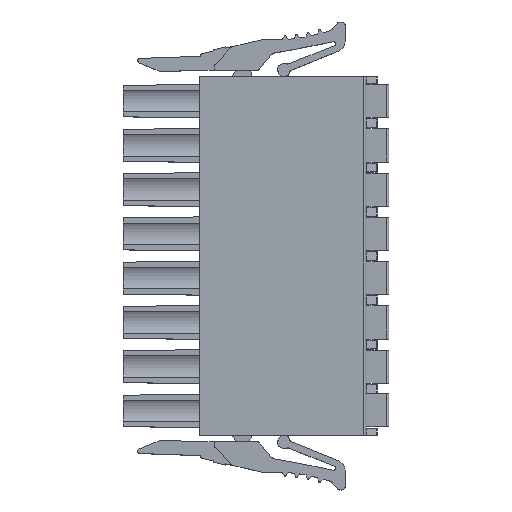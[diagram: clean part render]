
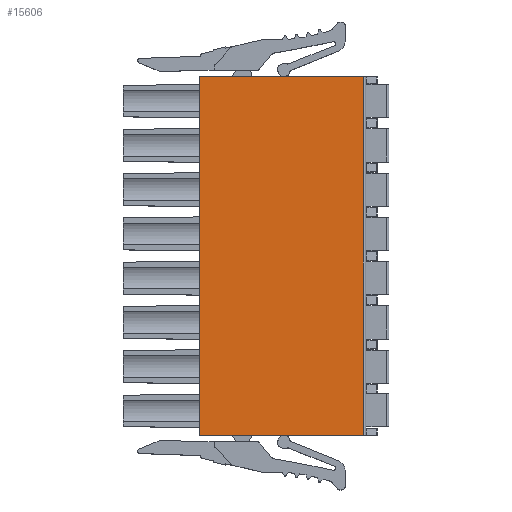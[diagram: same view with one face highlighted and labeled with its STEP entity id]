
A CAD part, top view. The second image highlights one B-rep face of the part: STEP entity #15606.
In plain terms, the highlighted planar face has unit normal (0, 0, 1).
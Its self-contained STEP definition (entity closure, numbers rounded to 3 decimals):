
#3217=DIRECTION('',(0.,1.,0.));
#3218=VECTOR('',#3217,30.87);
#3219=CARTESIAN_POINT('',(7.475,-22.265,3.4));
#3220=LINE('',#3219,#3218);
#3225=DIRECTION('',(0.,1.,0.));
#3226=VECTOR('',#3225,30.87);
#3227=CARTESIAN_POINT('',(-6.625,-22.265,
3.4));
#3228=LINE('',#3227,#3226);
#3611=DIRECTION('',(-1.,0.,0.));
#3612=VECTOR('',#3611,14.1);
#3613=CARTESIAN_POINT('',(7.475,8.605,3.4));
#3614=LINE('',#3613,#3612);
#4872=DIRECTION('',(1.,0.,0.));
#4873=VECTOR('',#4872,14.1);
#4874=CARTESIAN_POINT('',(-6.625,-22.265,
3.4));
#4875=LINE('',#4874,#4873);
#9101=CARTESIAN_POINT('',(-6.625,-22.265,
3.4));
#9102=VERTEX_POINT('',#9101);
#9129=CARTESIAN_POINT('',(7.475,-22.265,3.4));
#9130=VERTEX_POINT('',#9129);
#10887=CARTESIAN_POINT('',(-6.625,8.605,
3.4));
#10888=VERTEX_POINT('',#10887);
#10889=CARTESIAN_POINT('',(7.475,8.605,3.4));
#10890=VERTEX_POINT('',#10889);
#15592=CARTESIAN_POINT('',(4.299,-14.645,3.4));
#15593=DIRECTION('',(0.,0.,1.));
#15594=DIRECTION('',(-1.,0.,0.));
#15595=AXIS2_PLACEMENT_3D('',#15592,#15593,#15594);
#15596=PLANE('',#15595);
#15598=ORIENTED_EDGE('',*,*,#15597,.T.);
#15600=ORIENTED_EDGE('',*,*,#15599,.F.);
#15601=ORIENTED_EDGE('',*,*,#15582,.F.);
#15603=ORIENTED_EDGE('',*,*,#15602,.F.);
#15604=EDGE_LOOP('',(#15598,#15600,#15601,#15603));
#15605=FACE_OUTER_BOUND('',#15604,.F.);
#15582=EDGE_CURVE('',#9130,#10890,#3220,.T.);
#15597=EDGE_CURVE('',#9102,#10888,#3228,.T.);
#15599=EDGE_CURVE('',#10890,#10888,#3614,.T.);
#15602=EDGE_CURVE('',#9102,#9130,#4875,.T.);
#15606=ADVANCED_FACE('',(#15605),#15596,.T.);
